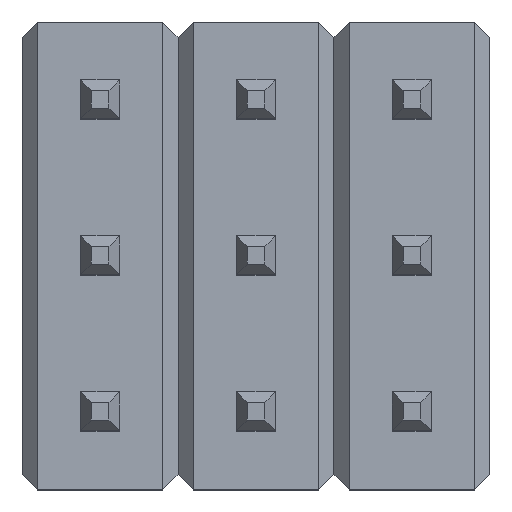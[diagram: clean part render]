
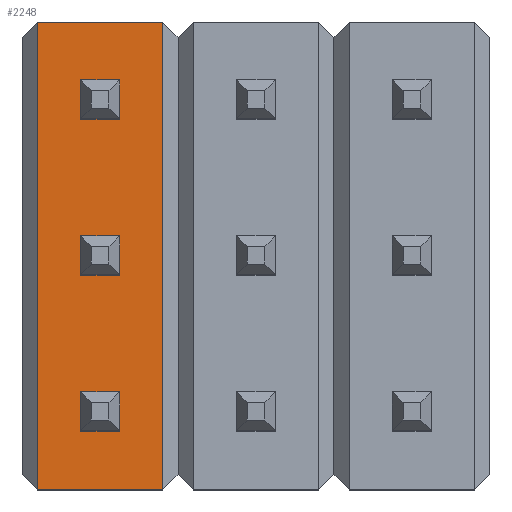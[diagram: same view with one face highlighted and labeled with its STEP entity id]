
A CAD part, top view. The second image highlights one B-rep face of the part: STEP entity #2248.
In plain terms, the highlighted planar face has unit normal (0, 0, 1).
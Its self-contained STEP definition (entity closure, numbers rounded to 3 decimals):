
#17 = CARTESIAN_POINT ( 'NONE',  ( -2.857, -0.318, 2.54 ) ) ;
#56 = CARTESIAN_POINT ( 'NONE',  ( 0., 2.223, 2.54 ) ) ;
#140 = CARTESIAN_POINT ( 'NONE',  ( -3.56, -3.81, 2.54 ) ) ;
#222 = CARTESIAN_POINT ( 'NONE',  ( -1.52, -3.81, 2.54 ) ) ;
#287 = LINE ( 'NONE', #3610, #7226 ) ;
#312 = ORIENTED_EDGE ( 'NONE', *, *, #765, .F. ) ;
#380 = DIRECTION ( 'NONE',  ( -1., 0., 0. ) ) ;
#468 = EDGE_CURVE ( 'NONE', #6637, #8125, #6847, .T. ) ;
#506 = ORIENTED_EDGE ( 'NONE', *, *, #468, .F. ) ;
#551 = EDGE_LOOP ( 'NONE', ( #506, #5589, #7031, #1143 ) ) ;
#561 = VERTEX_POINT ( 'NONE', #1662 ) ;
#566 = AXIS2_PLACEMENT_3D ( 'NONE', #1025, #3571, #2305 ) ;
#645 = ORIENTED_EDGE ( 'NONE', *, *, #4023, .F. ) ;
#765 = EDGE_CURVE ( 'NONE', #4775, #3505, #1506, .T. ) ;
#815 = EDGE_LOOP ( 'NONE', ( #312, #3688, #645, #2397 ) ) ;
#830 = DIRECTION ( 'NONE',  ( -1., 0., 0. ) ) ;
#866 = VERTEX_POINT ( 'NONE', #3166 ) ;
#1004 = DIRECTION ( 'NONE',  ( -1., 0., 0. ) ) ;
#1025 = CARTESIAN_POINT ( 'NONE',  ( 0., 0., 2.54 ) ) ;
#1143 = ORIENTED_EDGE ( 'NONE', *, *, #1644, .F. ) ;
#1144 = DIRECTION ( 'NONE',  ( 0., 1., 0. ) ) ;
#1159 = ORIENTED_EDGE ( 'NONE', *, *, #5404, .F. ) ;
#1211 = EDGE_CURVE ( 'NONE', #561, #4514, #4346, .T. ) ;
#1213 = EDGE_LOOP ( 'NONE', ( #2930, #1159, #6407, #4027 ) ) ;
#1290 = DIRECTION ( 'NONE',  ( 1., 0., 0. ) ) ;
#1368 = EDGE_CURVE ( 'NONE', #3545, #8253, #4856, .T. ) ;
#1506 = LINE ( 'NONE', #8105, #8073 ) ;
#1576 = DIRECTION ( 'NONE',  ( 1., 0., 0. ) ) ;
#1583 = LINE ( 'NONE', #2817, #5631 ) ;
#1644 = EDGE_CURVE ( 'NONE', #8125, #7981, #287, .T. ) ;
#1662 = CARTESIAN_POINT ( 'NONE',  ( -2.222, 0.318, 2.54 ) ) ;
#1730 = DIRECTION ( 'NONE',  ( 0., 1., 0. ) ) ;
#1812 = CARTESIAN_POINT ( 'NONE',  ( -2.858, 2.858, 2.54 ) ) ;
#1919 = DIRECTION ( 'NONE',  ( 0., -1., 0. ) ) ;
#2144 = CARTESIAN_POINT ( 'NONE',  ( -1.52, 3.56, 2.54 ) ) ;
#2248 = ADVANCED_FACE ( 'NONE', ( #7116, #4224, #8044, #2545 ), #2376, .T. ) ;
#2305 = DIRECTION ( 'NONE',  ( 1., 0., 0. ) ) ;
#2376 = PLANE ( 'NONE',  #566 ) ;
#2397 = ORIENTED_EDGE ( 'NONE', *, *, #6569, .F. ) ;
#2545 = FACE_OUTER_BOUND ( 'NONE', #6507, .T. ) ;
#2600 = CARTESIAN_POINT ( 'NONE',  ( -2.222, -2.858, 2.54 ) ) ;
#2711 = VERTEX_POINT ( 'NONE', #7884 ) ;
#2774 = CARTESIAN_POINT ( 'NONE',  ( -3.56, 3.81, 2.54 ) ) ;
#2817 = CARTESIAN_POINT ( 'NONE',  ( -1.52, 3.81, 2.54 ) ) ;
#2930 = ORIENTED_EDGE ( 'NONE', *, *, #4841, .F. ) ;
#2983 = VECTOR ( 'NONE', #1290, 1000. ) ;
#3063 = CARTESIAN_POINT ( 'NONE',  ( -2.857, 0.318, 2.54 ) ) ;
#3103 = DIRECTION ( 'NONE',  ( 0., -1., 0. ) ) ;
#3166 = CARTESIAN_POINT ( 'NONE',  ( -2.858, 2.223, 2.54 ) ) ;
#3291 = ORIENTED_EDGE ( 'NONE', *, *, #1368, .T. ) ;
#3328 = VECTOR ( 'NONE', #6123, 1000. ) ;
#3330 = CARTESIAN_POINT ( 'NONE',  ( -2.858, 0., 2.54 ) ) ;
#3331 = CARTESIAN_POINT ( 'NONE',  ( 0., 2.858, 2.54 ) ) ;
#3353 = VERTEX_POINT ( 'NONE', #5390 ) ;
#3505 = VERTEX_POINT ( 'NONE', #7041 ) ;
#3524 = ORIENTED_EDGE ( 'NONE', *, *, #6705, .T. ) ;
#3527 = VECTOR ( 'NONE', #830, 1000. ) ;
#3545 = VERTEX_POINT ( 'NONE', #140 ) ;
#3571 = DIRECTION ( 'NONE',  ( 0., 0., 1. ) ) ;
#3610 = CARTESIAN_POINT ( 'NONE',  ( -2.222, 0., 2.54 ) ) ;
#3613 = VECTOR ( 'NONE', #3967, 1000. ) ;
#3688 = ORIENTED_EDGE ( 'NONE', *, *, #7399, .F. ) ;
#3704 = LINE ( 'NONE', #2144, #7695 ) ;
#3734 = ORIENTED_EDGE ( 'NONE', *, *, #6628, .T. ) ;
#3874 = DIRECTION ( 'NONE',  ( 1., 0., 0. ) ) ;
#3922 = VERTEX_POINT ( 'NONE', #17 ) ;
#3967 = DIRECTION ( 'NONE',  ( 0., 1., 0. ) ) ;
#4017 = LINE ( 'NONE', #4875, #3328 ) ;
#4023 = EDGE_CURVE ( 'NONE', #5925, #866, #6661, .T. ) ;
#4027 = ORIENTED_EDGE ( 'NONE', *, *, #6548, .F. ) ;
#4090 = DIRECTION ( 'NONE',  ( 0., -1., 0. ) ) ;
#4133 = LINE ( 'NONE', #56, #7115 ) ;
#4224 = FACE_BOUND ( 'NONE', #1213, .T. ) ;
#4346 = LINE ( 'NONE', #6762, #7126 ) ;
#4514 = VERTEX_POINT ( 'NONE', #3063 ) ;
#4532 = CARTESIAN_POINT ( 'NONE',  ( 0., -0.318, 2.54 ) ) ;
#4620 = LINE ( 'NONE', #3331, #3527 ) ;
#4709 = CARTESIAN_POINT ( 'NONE',  ( -2.222, -0.318, 2.54 ) ) ;
#4744 = CARTESIAN_POINT ( 'NONE',  ( 0., -2.858, 2.54 ) ) ;
#4775 = VERTEX_POINT ( 'NONE', #6220 ) ;
#4821 = ORIENTED_EDGE ( 'NONE', *, *, #5767, .T. ) ;
#4841 = EDGE_CURVE ( 'NONE', #3922, #6043, #5562, .T. ) ;
#4856 = LINE ( 'NONE', #7681, #5059 ) ;
#4857 = VECTOR ( 'NONE', #3103, 1000. ) ;
#4875 = CARTESIAN_POINT ( 'NONE',  ( 0., -2.223, 2.54 ) ) ;
#5059 = VECTOR ( 'NONE', #3874, 1000. ) ;
#5328 = DIRECTION ( 'NONE',  ( 0., 1., 0. ) ) ;
#5390 = CARTESIAN_POINT ( 'NONE',  ( -1.52, 3.81, 2.54 ) ) ;
#5404 = EDGE_CURVE ( 'NONE', #4514, #3922, #6553, .T. ) ;
#5562 = LINE ( 'NONE', #4532, #2983 ) ;
#5589 = ORIENTED_EDGE ( 'NONE', *, *, #8053, .F. ) ;
#5597 = VECTOR ( 'NONE', #4090, 1000. ) ;
#5631 = VECTOR ( 'NONE', #380, 1000. ) ;
#5699 = LINE ( 'NONE', #5718, #6978 ) ;
#5718 = CARTESIAN_POINT ( 'NONE',  ( -2.857, 0., 2.54 ) ) ;
#5767 = EDGE_CURVE ( 'NONE', #3353, #6144, #1583, .T. ) ;
#5925 = VERTEX_POINT ( 'NONE', #1812 ) ;
#6043 = VERTEX_POINT ( 'NONE', #4709 ) ;
#6123 = DIRECTION ( 'NONE',  ( -1., 0., 0. ) ) ;
#6144 = VERTEX_POINT ( 'NONE', #2774 ) ;
#6220 = CARTESIAN_POINT ( 'NONE',  ( -2.223, 2.223, 2.54 ) ) ;
#6291 = CARTESIAN_POINT ( 'NONE',  ( -2.857, 0., 2.54 ) ) ;
#6406 = LINE ( 'NONE', #7935, #5597 ) ;
#6407 = ORIENTED_EDGE ( 'NONE', *, *, #1211, .F. ) ;
#6507 = EDGE_LOOP ( 'NONE', ( #4821, #3524, #3291, #3734 ) ) ;
#6548 = EDGE_CURVE ( 'NONE', #6043, #561, #6977, .T. ) ;
#6552 = CARTESIAN_POINT ( 'NONE',  ( -2.857, -2.858, 2.54 ) ) ;
#6553 = LINE ( 'NONE', #6291, #4857 ) ;
#6569 = EDGE_CURVE ( 'NONE', #3505, #5925, #4620, .T. ) ;
#6628 = EDGE_CURVE ( 'NONE', #8253, #3353, #3704, .T. ) ;
#6637 = VERTEX_POINT ( 'NONE', #6552 ) ;
#6661 = LINE ( 'NONE', #3330, #7871 ) ;
#6705 = EDGE_CURVE ( 'NONE', #6144, #3545, #6406, .T. ) ;
#6762 = CARTESIAN_POINT ( 'NONE',  ( 0., 0.318, 2.54 ) ) ;
#6847 = LINE ( 'NONE', #4744, #7779 ) ;
#6888 = EDGE_CURVE ( 'NONE', #7981, #2711, #4017, .T. ) ;
#6929 = CARTESIAN_POINT ( 'NONE',  ( -2.222, -2.223, 2.54 ) ) ;
#6977 = LINE ( 'NONE', #7060, #3613 ) ;
#6978 = VECTOR ( 'NONE', #1919, 1000. ) ;
#7031 = ORIENTED_EDGE ( 'NONE', *, *, #6888, .F. ) ;
#7041 = CARTESIAN_POINT ( 'NONE',  ( -2.223, 2.858, 2.54 ) ) ;
#7060 = CARTESIAN_POINT ( 'NONE',  ( -2.222, 0., 2.54 ) ) ;
#7115 = VECTOR ( 'NONE', #7552, 1000. ) ;
#7116 = FACE_BOUND ( 'NONE', #551, .T. ) ;
#7126 = VECTOR ( 'NONE', #1004, 1000. ) ;
#7148 = DIRECTION ( 'NONE',  ( 0., -1., 0. ) ) ;
#7226 = VECTOR ( 'NONE', #1730, 1000. ) ;
#7399 = EDGE_CURVE ( 'NONE', #866, #4775, #4133, .T. ) ;
#7552 = DIRECTION ( 'NONE',  ( 1., 0., 0. ) ) ;
#7681 = CARTESIAN_POINT ( 'NONE',  ( -1.52, -3.81, 2.54 ) ) ;
#7695 = VECTOR ( 'NONE', #5328, 1000. ) ;
#7779 = VECTOR ( 'NONE', #1576, 1000. ) ;
#7871 = VECTOR ( 'NONE', #7148, 1000. ) ;
#7884 = CARTESIAN_POINT ( 'NONE',  ( -2.857, -2.223, 2.54 ) ) ;
#7935 = CARTESIAN_POINT ( 'NONE',  ( -3.56, -3.56, 2.54 ) ) ;
#7981 = VERTEX_POINT ( 'NONE', #6929 ) ;
#8044 = FACE_BOUND ( 'NONE', #815, .T. ) ;
#8053 = EDGE_CURVE ( 'NONE', #2711, #6637, #5699, .T. ) ;
#8073 = VECTOR ( 'NONE', #1144, 1000. ) ;
#8105 = CARTESIAN_POINT ( 'NONE',  ( -2.223, 0., 2.54 ) ) ;
#8125 = VERTEX_POINT ( 'NONE', #2600 ) ;
#8253 = VERTEX_POINT ( 'NONE', #222 ) ;
